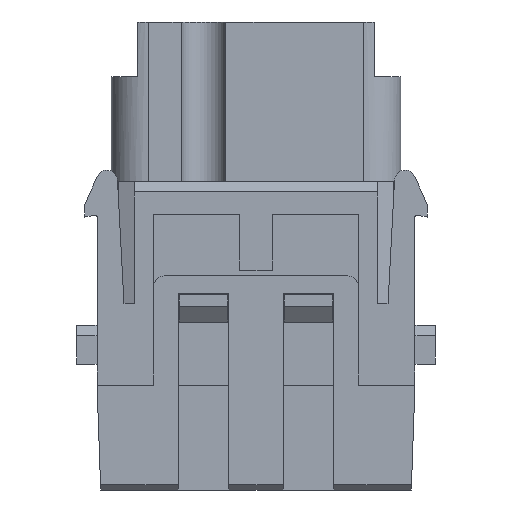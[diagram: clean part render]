
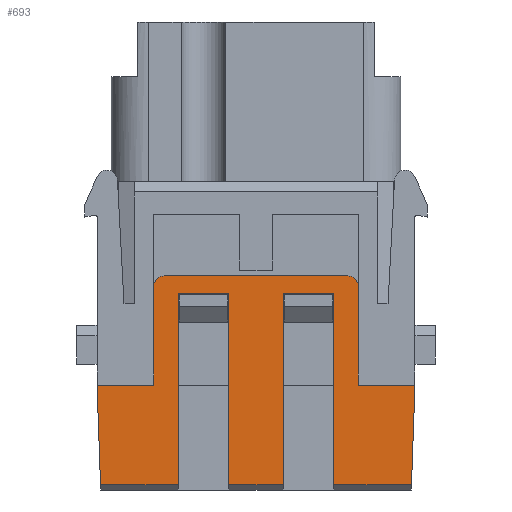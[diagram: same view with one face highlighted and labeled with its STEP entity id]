
A CAD part, front view. The second image highlights one B-rep face of the part: STEP entity #693.
In plain terms, the highlighted planar face has unit normal (0, -1, 0).
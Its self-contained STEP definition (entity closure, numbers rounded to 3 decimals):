
#407=CIRCLE('',#5507,1.);
#408=CIRCLE('',#5509,1.);
#693=ADVANCED_FACE('',(#1171),#926,.T.);
#926=PLANE('',#5605);
#1171=FACE_OUTER_BOUND('',#1484,.T.);
#1484=EDGE_LOOP('',(#3715,#3716,#3717,#3718,#3719,#3720,#3721,#3722,#3723,
#3724,#3725,#3726,#3727,#3728,#3729,#3730,#3731,#3732));
#1886=LINE('',#8357,#2365);
#1890=LINE('',#8366,#2369);
#1894=LINE('',#8375,#2373);
#1909=LINE('',#8419,#2388);
#1911=LINE('',#8423,#2390);
#1914=LINE('',#8443,#2393);
#1931=LINE('',#8489,#2410);
#1933=LINE('',#8493,#2412);
#1936=LINE('',#8513,#2415);
#1939=LINE('',#8517,#2418);
#1993=LINE('',#8701,#2472);
#1997=LINE('',#8706,#2476);
#2365=VECTOR('',#6553,1.);
#2369=VECTOR('',#6559,1.);
#2373=VECTOR('',#6565,1.);
#2388=VECTOR('',#6590,1.);
#2390=VECTOR('',#6594,1.);
#2393=VECTOR('',#6601,1.);
#2410=VECTOR('',#6628,1.);
#2412=VECTOR('',#6632,1.);
#2415=VECTOR('',#6639,1.);
#2418=VECTOR('',#6644,1.);
#2472=VECTOR('',#6828,1.);
#2476=VECTOR('',#6834,1.);
#3715=ORIENTED_EDGE('',*,*,#4994,.F.);
#3716=ORIENTED_EDGE('',*,*,#4910,.T.);
#3717=ORIENTED_EDGE('',*,*,#4646,.F.);
#3718=ORIENTED_EDGE('',*,*,#4645,.F.);
#3719=ORIENTED_EDGE('',*,*,#5077,.F.);
#3720=ORIENTED_EDGE('',*,*,#4937,.T.);
#3721=ORIENTED_EDGE('',*,*,#4991,.F.);
#3722=ORIENTED_EDGE('',*,*,#4983,.F.);
#3723=ORIENTED_EDGE('',*,*,#4985,.T.);
#3724=ORIENTED_EDGE('',*,*,#4933,.T.);
#3725=ORIENTED_EDGE('',*,*,#4963,.F.);
#3726=ORIENTED_EDGE('',*,*,#4955,.F.);
#3727=ORIENTED_EDGE('',*,*,#4957,.T.);
#3728=ORIENTED_EDGE('',*,*,#4929,.T.);
#3729=ORIENTED_EDGE('',*,*,#5073,.T.);
#3730=ORIENTED_EDGE('',*,*,#4652,.F.);
#3731=ORIENTED_EDGE('',*,*,#4651,.F.);
#3732=ORIENTED_EDGE('',*,*,#4908,.T.);
#4006=VERTEX_POINT('',#7202);
#4009=VERTEX_POINT('',#7215);
#4060=VERTEX_POINT('',#7341);
#4112=VERTEX_POINT('',#7487);
#4134=VERTEX_POINT('',#7547);
#4138=VERTEX_POINT('',#7569);
#4283=VERTEX_POINT('',#8312);
#4284=VERTEX_POINT('',#8316);
#4299=VERTEX_POINT('',#8352);
#4301=VERTEX_POINT('',#8356);
#4303=VERTEX_POINT('',#8361);
#4305=VERTEX_POINT('',#8365);
#4307=VERTEX_POINT('',#8370);
#4309=VERTEX_POINT('',#8374);
#4319=VERTEX_POINT('',#8414);
#4321=VERTEX_POINT('',#8418);
#4335=VERTEX_POINT('',#8484);
#4337=VERTEX_POINT('',#8488);
#4645=EDGE_CURVE('',#4112,#4134,#5175,.T.);
#4646=EDGE_CURVE('',#4134,#4009,#5176,.T.);
#4651=EDGE_CURVE('',#4006,#4138,#5179,.T.);
#4652=EDGE_CURVE('',#4138,#4060,#5180,.T.);
#4908=EDGE_CURVE('',#4006,#4283,#407,.T.);
#4910=EDGE_CURVE('',#4284,#4009,#408,.T.);
#4929=EDGE_CURVE('',#4299,#4301,#1886,.T.);
#4933=EDGE_CURVE('',#4303,#4305,#1890,.T.);
#4937=EDGE_CURVE('',#4307,#4309,#1894,.T.);
#4955=EDGE_CURVE('',#4321,#4319,#1909,.T.);
#4957=EDGE_CURVE('',#4321,#4299,#1911,.T.);
#4963=EDGE_CURVE('',#4319,#4305,#1914,.T.);
#4983=EDGE_CURVE('',#4337,#4335,#1931,.T.);
#4985=EDGE_CURVE('',#4337,#4303,#1933,.T.);
#4991=EDGE_CURVE('',#4335,#4309,#1936,.T.);
#4994=EDGE_CURVE('',#4284,#4283,#1939,.T.);
#5073=EDGE_CURVE('',#4301,#4060,#1993,.T.);
#5077=EDGE_CURVE('',#4307,#4112,#1997,.T.);
#5175=B_SPLINE_CURVE_WITH_KNOTS('',3,(#7543,#7544,#7545,#7546),
 .UNSPECIFIED.,.F.,.F.,(4,4),(0.,1.),.UNSPECIFIED.);
#5176=B_SPLINE_CURVE_WITH_KNOTS('',3,(#7548,#7549,#7550,#7551),
 .UNSPECIFIED.,.F.,.F.,(4,4),(0.,1.),.UNSPECIFIED.);
#5179=B_SPLINE_CURVE_WITH_KNOTS('',3,(#7565,#7566,#7567,#7568),
 .UNSPECIFIED.,.F.,.F.,(4,4),(0.,1.),.UNSPECIFIED.);
#5180=B_SPLINE_CURVE_WITH_KNOTS('',3,(#7570,#7571,#7572,#7573),
 .UNSPECIFIED.,.F.,.F.,(4,4),(0.,1.),.UNSPECIFIED.);
#5507=AXIS2_PLACEMENT_3D('',#8311,#6517,#6518);
#5509=AXIS2_PLACEMENT_3D('',#8315,#6522,#6523);
#5605=AXIS2_PLACEMENT_3D('',#8712,#6844,#6845);
#6517=DIRECTION('',(0.,-1.,0.));
#6518=DIRECTION('',(1.,0.,0.));
#6522=DIRECTION('',(0.,-1.,0.));
#6523=DIRECTION('',(1.,0.,0.));
#6553=DIRECTION('',(1.,0.,0.));
#6559=DIRECTION('',(1.,0.,0.));
#6565=DIRECTION('',(1.,0.,0.));
#6590=DIRECTION('',(-1.,0.,0.));
#6594=DIRECTION('',(0.,0.,-1.));
#6601=DIRECTION('',(0.,0.,-1.));
#6628=DIRECTION('',(-1.,0.,0.));
#6632=DIRECTION('',(0.,0.,-1.));
#6639=DIRECTION('',(0.,0.,-1.));
#6644=DIRECTION('',(1.,0.,0.));
#6828=DIRECTION('',(0.035,0.,0.999));
#6834=DIRECTION('',(-0.035,0.,0.999));
#6844=DIRECTION('',(0.,-1.,0.));
#6845=DIRECTION('',(1.,0.,0.));
#7202=CARTESIAN_POINT('',(17.116,-14.885,9.4));
#7215=CARTESIAN_POINT('',(-2.383,-14.885,9.4));
#7341=CARTESIAN_POINT('',(22.516,-14.885,0.));
#7487=CARTESIAN_POINT('',(-7.783,-14.885,0.));
#7543=CARTESIAN_POINT('',(-7.783,-14.885,0.));
#7544=CARTESIAN_POINT('',(-5.983,-14.885,0.));
#7545=CARTESIAN_POINT('',(-4.183,-14.885,0.));
#7546=CARTESIAN_POINT('',(-2.383,-14.885,0.));
#7547=CARTESIAN_POINT('',(-2.383,-14.885,0.));
#7548=CARTESIAN_POINT('',(-2.383,-14.885,0.));
#7549=CARTESIAN_POINT('',(-2.383,-14.885,3.133));
#7550=CARTESIAN_POINT('',(-2.383,-14.885,6.267));
#7551=CARTESIAN_POINT('',(-2.383,-14.885,9.4));
#7565=CARTESIAN_POINT('',(17.116,-14.885,9.4));
#7566=CARTESIAN_POINT('',(17.116,-14.885,6.267));
#7567=CARTESIAN_POINT('',(17.116,-14.885,3.133));
#7568=CARTESIAN_POINT('',(17.116,-14.885,0.));
#7569=CARTESIAN_POINT('',(17.116,-14.885,0.));
#7570=CARTESIAN_POINT('',(17.116,-14.885,0.));
#7571=CARTESIAN_POINT('',(18.916,-14.885,0.));
#7572=CARTESIAN_POINT('',(20.716,-14.885,0.));
#7573=CARTESIAN_POINT('',(22.516,-14.885,0.));
#8311=CARTESIAN_POINT('',(16.116,-14.885,9.4));
#8312=CARTESIAN_POINT('',(16.116,-14.885,10.4));
#8315=CARTESIAN_POINT('',(-1.383,-14.885,9.4));
#8316=CARTESIAN_POINT('',(-1.383,-14.885,10.4));
#8352=CARTESIAN_POINT('',(14.766,-14.885,-9.5));
#8356=CARTESIAN_POINT('',(22.184,-14.885,-9.5));
#8357=CARTESIAN_POINT('',(22.167,-14.885,-9.5));
#8361=CARTESIAN_POINT('',(4.766,-14.885,-9.5));
#8365=CARTESIAN_POINT('',(9.966,-14.885,-9.5));
#8366=CARTESIAN_POINT('',(9.966,-14.885,-9.5));
#8370=CARTESIAN_POINT('',(-7.451,-14.885,-9.5));
#8374=CARTESIAN_POINT('',(-0.033,-14.885,-9.5));
#8375=CARTESIAN_POINT('',(-0.033,-14.885,-9.5));
#8414=CARTESIAN_POINT('',(9.966,-14.885,8.7));
#8418=CARTESIAN_POINT('',(14.766,-14.885,8.7));
#8419=CARTESIAN_POINT('',(14.766,-14.885,8.7));
#8423=CARTESIAN_POINT('',(14.766,-14.885,8.7));
#8443=CARTESIAN_POINT('',(9.966,-14.885,8.7));
#8484=CARTESIAN_POINT('',(-0.033,-14.885,8.7));
#8488=CARTESIAN_POINT('',(4.766,-14.885,8.7));
#8489=CARTESIAN_POINT('',(4.766,-14.885,8.7));
#8493=CARTESIAN_POINT('',(4.766,-14.885,8.7));
#8513=CARTESIAN_POINT('',(-0.033,-14.885,8.7));
#8517=CARTESIAN_POINT('',(-6.883,-14.885,10.4));
#8701=CARTESIAN_POINT('',(22.13,-14.885,-11.045));
#8706=CARTESIAN_POINT('',(-7.783,-14.885,0.));
#8712=CARTESIAN_POINT('',(-7.783,-14.885,-10.));
